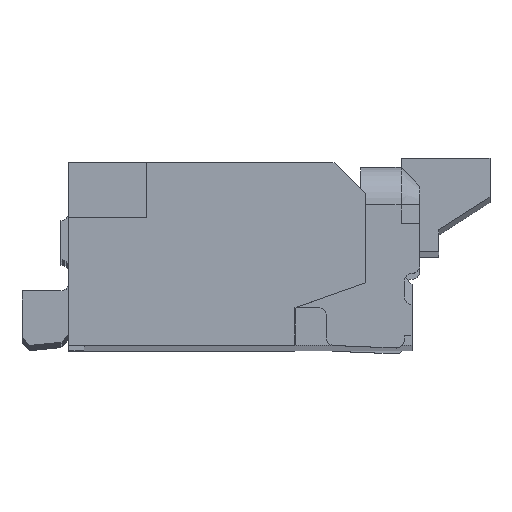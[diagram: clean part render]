
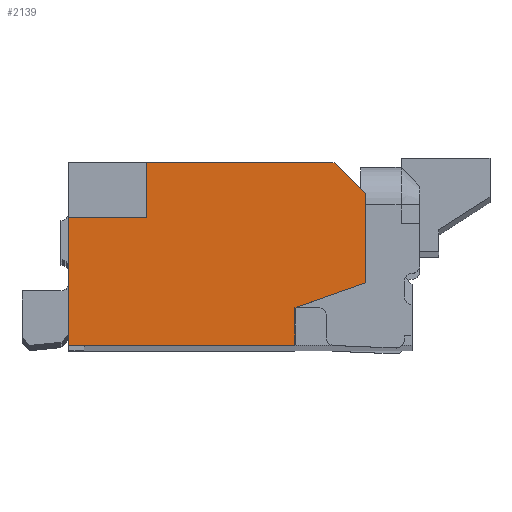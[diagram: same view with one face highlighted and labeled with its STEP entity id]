
A CAD part, top view. The second image highlights one B-rep face of the part: STEP entity #2139.
In plain terms, the highlighted planar face has unit normal (0, 0, 1).
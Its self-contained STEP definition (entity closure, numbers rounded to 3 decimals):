
#2139=ADVANCED_FACE('',(#5167),#5168,.T.);
#5167=FACE_OUTER_BOUND('',#9081,.T.);
#5168=PLANE('',#9082);
#9081=EDGE_LOOP('',(#15615,#15616,#15617,#15618,#15619,#15620,#15621,#15622,#15623));
#9082=AXIS2_PLACEMENT_3D('',#15624,#15625,#15626);
#15615=ORIENTED_EDGE('',*,*,#26448,.T.);
#15616=ORIENTED_EDGE('',*,*,#26449,.F.);
#15617=ORIENTED_EDGE('',*,*,#26450,.T.);
#15618=ORIENTED_EDGE('',*,*,#26435,.F.);
#15619=ORIENTED_EDGE('',*,*,#26444,.F.);
#15620=ORIENTED_EDGE('',*,*,#26440,.T.);
#15621=ORIENTED_EDGE('',*,*,#26451,.F.);
#15622=ORIENTED_EDGE('',*,*,#26147,.T.);
#15623=ORIENTED_EDGE('',*,*,#26452,.F.);
#15624=CARTESIAN_POINT('',(-5.0,0.,44.238));
#15625=DIRECTION('',(0.0,0.0,1.0));
#15626=DIRECTION('',(-1.0,0.,0.0));
#26147=EDGE_CURVE('',#32115,#32113,#32116,.T.);
#26435=EDGE_CURVE('',#32553,#32555,#32556,.T.);
#26440=EDGE_CURVE('',#32563,#32560,#32564,.T.);
#26444=EDGE_CURVE('',#32563,#32553,#32569,.T.);
#26448=EDGE_CURVE('',#32574,#32575,#32576,.T.);
#26449=EDGE_CURVE('',#32577,#32575,#32578,.T.);
#26450=EDGE_CURVE('',#32577,#32555,#32579,.T.);
#26451=EDGE_CURVE('',#32115,#32560,#32580,.T.);
#26452=EDGE_CURVE('',#32574,#32113,#32581,.T.);
#32113=VERTEX_POINT('',#40840);
#32115=VERTEX_POINT('',#40843);
#32116=LINE('',#40844,#40845);
#32553=VERTEX_POINT('',#41471);
#32555=VERTEX_POINT('',#41474);
#32556=LINE('',#41475,#41476);
#32560=VERTEX_POINT('',#41482);
#32563=VERTEX_POINT('',#41486);
#32564=LINE('',#41487,#41488);
#32569=LINE('',#41495,#41496);
#32574=VERTEX_POINT('',#41503);
#32575=VERTEX_POINT('',#41504);
#32576=LINE('',#41505,#41506);
#32577=VERTEX_POINT('',#41507);
#32578=LINE('',#41508,#41509);
#32579=LINE('',#41510,#41511);
#32580=LINE('',#41512,#41513);
#32581=LINE('',#41514,#41515);
#40840=CARTESIAN_POINT('',(-4.5,1.17,44.238));
#40843=CARTESIAN_POINT('',(-3.3,1.17,44.238));
#40844=CARTESIAN_POINT('',(-4.24,1.17,44.238));
#40845=VECTOR('',#50051,1.0);
#41471=CARTESIAN_POINT('',(-3.55,0.24,44.238));
#41474=CARTESIAN_POINT('',(-3.55,0.,44.238));
#41475=CARTESIAN_POINT('',(-3.55,0.,44.238));
#41476=VECTOR('',#50335,1.0);
#41482=CARTESIAN_POINT('',(-3.1,0.97,44.238));
#41486=CARTESIAN_POINT('',(-3.1,0.4,44.238));
#41487=CARTESIAN_POINT('',(-3.1,0.,44.238));
#41488=VECTOR('',#50339,1.0);
#41495=CARTESIAN_POINT('',(-5.0,-0.276,44.238));
#41496=VECTOR('',#50342,1.0);
#41503=CARTESIAN_POINT('',(-4.5,0.82,44.238));
#41504=CARTESIAN_POINT('',(-5.0,0.82,44.238));
#41505=CARTESIAN_POINT('',(-5.0,0.82,44.238));
#41506=VECTOR('',#50345,1.0);
#41507=CARTESIAN_POINT('',(-5.0,0.,44.238));
#41508=CARTESIAN_POINT('',(-5.0,0.,44.238));
#41509=VECTOR('',#50346,1.0);
#41510=CARTESIAN_POINT('',(-5.0,0.,44.238));
#41511=VECTOR('',#50347,1.0);
#41512=CARTESIAN_POINT('',(-2.13,0.,44.238));
#41513=VECTOR('',#50348,1.0);
#41514=CARTESIAN_POINT('',(-4.5,0.,44.238));
#41515=VECTOR('',#50349,1.0);
#50051=DIRECTION('',(-1.0,0.,0.0));
#50335=DIRECTION('',(0.,-1.0,0.0));
#50339=DIRECTION('',(0.0,1.0,0.0));
#50342=DIRECTION('',(-0.942,-0.335,0.0));
#50345=DIRECTION('',(-1.0,0.,0.0));
#50346=DIRECTION('',(0.0,1.0,0.0));
#50347=DIRECTION('',(1.0,0.0,0.0));
#50348=DIRECTION('',(0.707,-0.707,0.0));
#50349=DIRECTION('',(0.,1.0,0.0));
